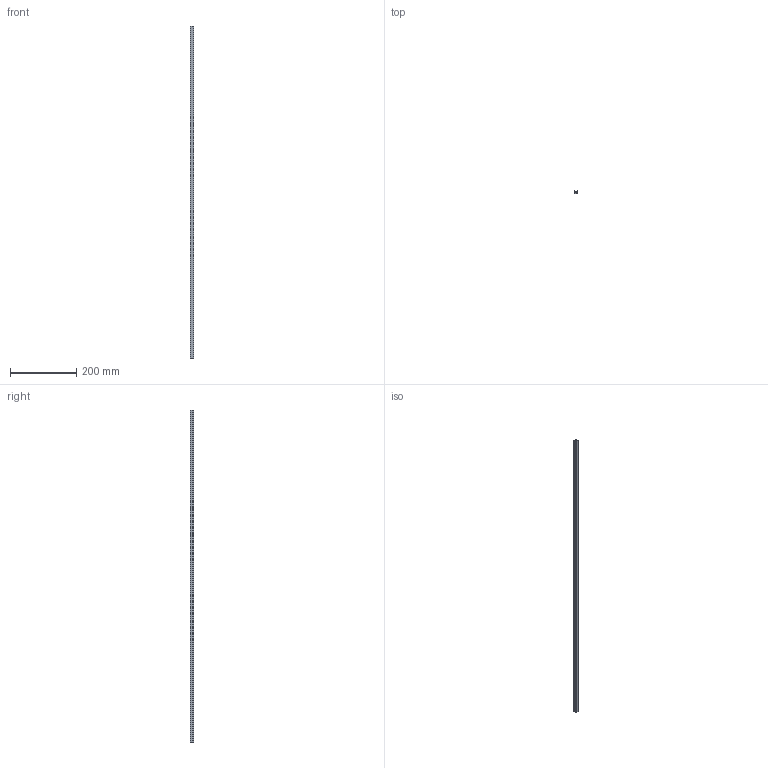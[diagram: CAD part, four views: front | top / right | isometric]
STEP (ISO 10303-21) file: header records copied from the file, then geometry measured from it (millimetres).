
FILE_DESCRIPTION(/* description */ ('Profilo di riduzione cava 8 spessore lastra 3-5 L=1000 mm'),/* implementation_level */ '2;1');
FILE_NAME(/* name */ 'RP08_L=1000.stp',/* time_stamp */ '2021-02-19T14:03:29+01:00',/* author */ ('omnitec'),/* organization */ (''),/* preprocessor_version */ 'ST-DEVELOPER v18.1',/* originating_system */ 'Autodesk Inventor 2021',/* authorisation */ '');
FILE_SCHEMA (('AUTOMOTIVE_DESIGN { 1 0 10303 214 3 1 1 }'));
Length unit declared in the file: millimetre
Products named in the file (1): RP08_L=1000
Bounding box: 9.8 x 9.2 x 1000 mm (x, y, z)
Volume: 25555 mm3; surface area: 63067.5 mm2
Topology: 1 solids, 1 shells, 36 faces, 102 edges, 68 vertices
Faces by surface type: plane 24, cylinder 12
Entity records: 1211 total; most frequent: CARTESIAN_POINT 207, ORIENTED_EDGE 204, DIRECTION 200, EDGE_CURVE 102, LINE 78, VECTOR 78, VERTEX_POINT 68, AXIS2_PLACEMENT_3D 61
